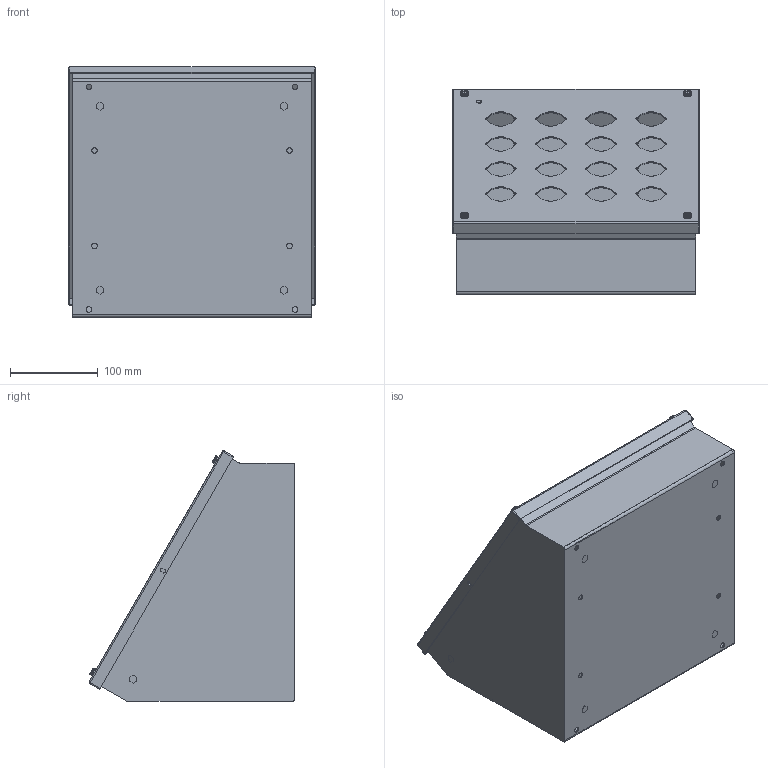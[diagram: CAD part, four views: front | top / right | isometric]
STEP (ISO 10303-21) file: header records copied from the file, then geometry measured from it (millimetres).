
FILE_DESCRIPTION (( 'STEP AP214' ), '1' );
FILE_NAME ('SCE-16PBA.STEP', '2023-08-02T16:25:13', ( '' ), ( '' ), 'SwSTEP 2.0', 'SolidWorks 2021', '' );
FILE_SCHEMA (( 'AUTOMOTIVE_DESIGN' ));
Length unit declared in the file: inch
Products named in the file (1): SCE-16PBA
Bounding box: 280.99 x 234.52 x 285.64 mm (x, y, z)
Volume: 641857.5 mm3; surface area: 822403.4 mm2
Topology: 11 solids, 15 shells, 1011 faces, 2742 edges, 1654 vertices
Faces by surface type: cylinder 443, plane 310, bspline 220, cone 30, sphere 8
Full cylindrical faces by diameter (mm): 3.708 x4, 4.775 x9, 4.826 x9, 5.537 x2, 5.588 x4, 6.35 x16, 6.502 x1, 6.604 x4, 6.756 x4, 6.858 x4, 7.112 x5, 7.417 x8, 8.06 x4, 8.484 x4, 8.636 x4, 9.195 x4, 9.474 x4
Entity records: 35462 total; most frequent: CARTESIAN_POINT 12570, ORIENTED_EDGE 4666, DIRECTION 4522, EDGE_CURVE 2333, AXIS2_PLACEMENT_3D 1777, VERTEX_POINT 1557, EDGE_LOOP 1296, FACE_OUTER_BOUND 1141
